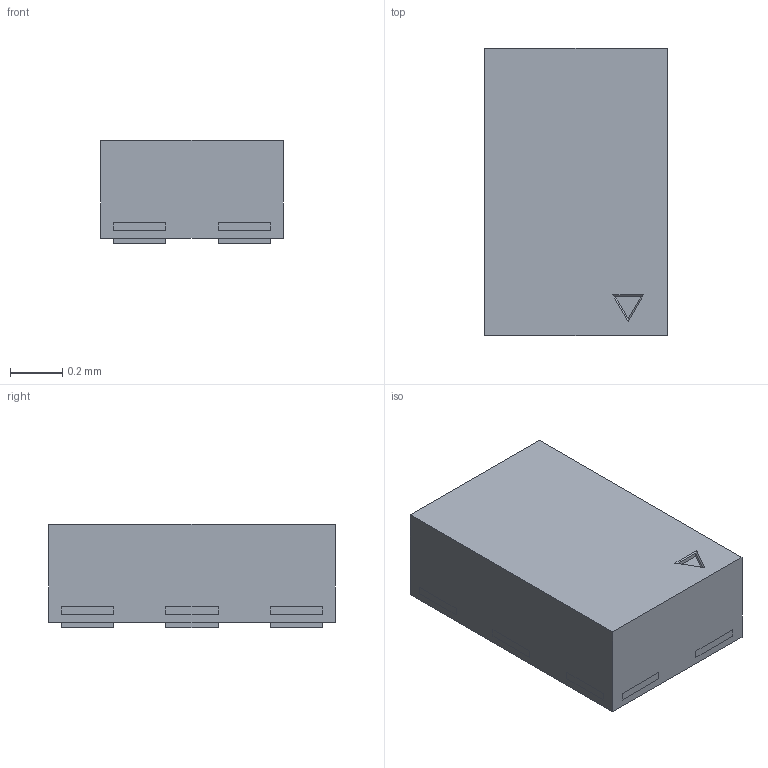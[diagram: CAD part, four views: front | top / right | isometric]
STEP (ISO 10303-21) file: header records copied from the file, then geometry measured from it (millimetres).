
FILE_DESCRIPTION (( 'STEP AP214' ), '1' );
FILE_NAME ('User Library-6-XFDFN-1.STEP', '2020-06-16T08:38:36', ( '' ), ( '' ), 'SwSTEP 2.0', 'SolidWorks 2019', '' );
FILE_SCHEMA (( 'AUTOMOTIVE_DESIGN' ));
Length unit declared in the file: millimetre
Products named in the file (18): pinOut003; pinOut005; pinOut004; chipBody; pinOut001; pinOut002; pinOut006; pin04; User Library-6-XFDFN-1; pinOut007; pinOut009; pin01; pin05; pin06; pinOut008; pin03; pin02; pinOut
Assembly tree (17 placements, depth 2):
  User Library-6-XFDFN-1
    chipBody
    pin02
    pin04
    pin06
    pin01
    pin03
    pin05
    pinOut005
    pinOut006
    pinOut003
    pinOut008
    pinOut007
    pinOut002
    pinOut009
    pinOut001
    pinOut
    pinOut004
Bounding box: 0.7 x 1.1 x 0.4 mm (x, y, z)
Volume: 0.3 mm3; surface area: 4 mm2
Topology: 17 solids, 17 shells, 189 faces, 411 edges, 273 vertices
Faces by surface type: plane 189
Entity records: 7890 total; most frequent: CARTESIAN_POINT 893, DIRECTION 829, ORIENTED_EDGE 822, EDGE_CURVE 411, LINE 411, VECTOR 411, VERTEX_POINT 273, UNCERTAINTY_MEASURE_WITH_UNIT 241
